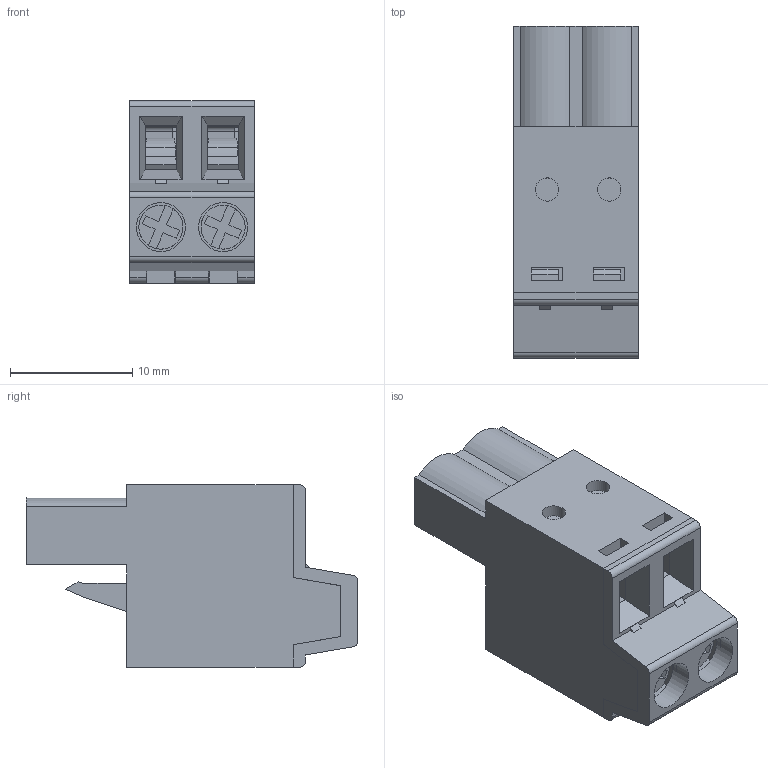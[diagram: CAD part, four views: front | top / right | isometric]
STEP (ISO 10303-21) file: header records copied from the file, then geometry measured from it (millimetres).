
FILE_DESCRIPTION( ( 'Unknown' ), '1' );
FILE_NAME( '691373500002B.stp', 'Unknown', ( 'Unknown' ), ( 'Unknown' ), 'PSStep 19.0.9', 'Unknown', ' ' );
FILE_SCHEMA( ( 'AUTOMOTIVE_DESIGN { 1 0 10303 214 1 1 1 1 }' ) );
Length unit declared in the file: millimetre
Products named in the file (7): Assem1; 6913735000xxB_PIN; 691373500002B; 6913735000xxB_MASS; 6913735000xxB_VIS; 6913735000xxB_CLAPET; 691373500002B_COQUE
Assembly tree (10 placements, depth 2):
  Assem1
    6913735000xxB_PIN  x2
    691373500002B
    6913735000xxB_MASS  x2
    6913735000xxB_VIS  x2
    6913735000xxB_CLAPET  x2
    691373500002B_COQUE
Bounding box: 10.16 x 27.1 x 14.9 mm (x, y, z)
Volume: 1942.9 mm3; surface area: 5130.1 mm2
Topology: 10 solids, 10 shells, 530 faces, 1459 edges, 958 vertices
Faces by surface type: plane 414, cylinder 114, cone 2
Full cylindrical faces by diameter (mm): 1.9 x2, 2.003 x2, 2.5 x4, 3 x2, 3.1 x2, 3.6 x2, 3.99 x2, 4.1 x2
Entity records: 15276 total; most frequent: CARTESIAN_POINT 2161, ORIENTED_EDGE 2088, DIRECTION 1976, EDGE_CURVE 1044, LINE 898, VECTOR 898, VERTEX_POINT 692, AXIS2_PLACEMENT_3D 539
